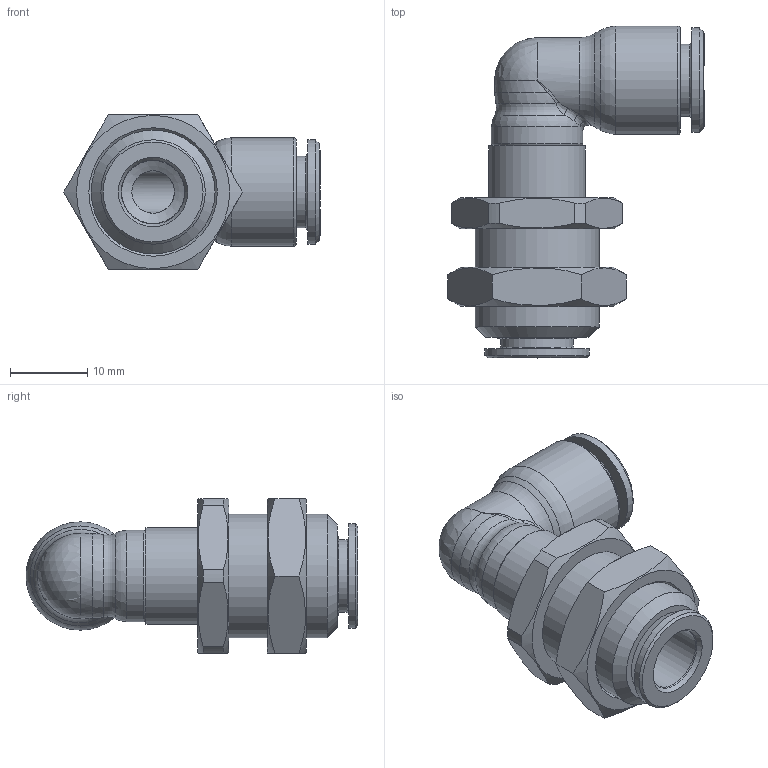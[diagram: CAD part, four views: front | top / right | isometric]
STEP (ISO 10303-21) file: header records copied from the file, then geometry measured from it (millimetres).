
FILE_DESCRIPTION(/* description */ ('STEP AP214'),/* implementation_level */ '2;1');
FILE_NAME(/* name */ 'B0380040',/* time_stamp */ '2023-03-30T13:16:43+02:00',/* author */ ('License CC BY-ND 4.0'),/* organization */ ('CADENAS'),/* preprocessor_version */ 'ST-DEVELOPER v19.3',/* originating_system */ 'PARTsolutions',/* authorisation */ ' ');
FILE_SCHEMA (('AUTOMOTIVE_DESIGN {1 0 10303 214 3 1 1}'));
Length unit declared in the file: millimetre
Products named in the file (1): B0380040
Bounding box: 33.15 x 42.89 x 20 mm (x, y, z)
Volume: 7122.6 mm3; surface area: 4988.9 mm2
Topology: 1 solids, 1 shells, 240 faces, 608 edges, 396 vertices
Faces by surface type: plane 115, bspline 79, cylinder 21, cone 16, torus 8, sphere 1
Full cylindrical faces by diameter (mm): 5.5 x2, 8.15 x2, 9.3 x1, 9.4 x1, 11.8 x1, 12.5 x1, 13.5 x2, 14 x1, 16 x2
Entity records: 12568 total; most frequent: CARTESIAN_POINT 5878, ORIENTED_EDGE 1110, DIRECTION 767, EDGE_CURVE 555, VERTEX_POINT 381, EDGE_LOOP 306, FACE_BOUND 306, LINE 299
